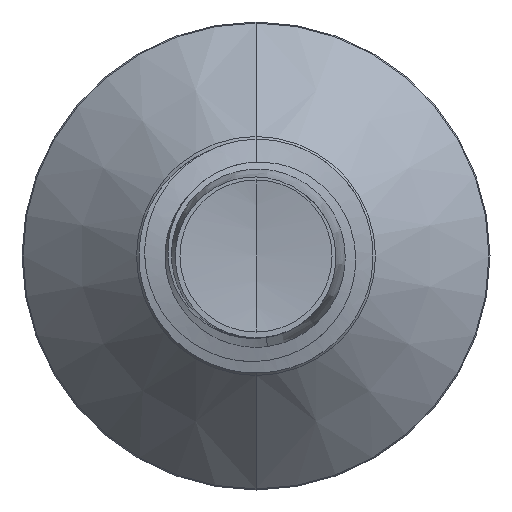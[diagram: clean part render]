
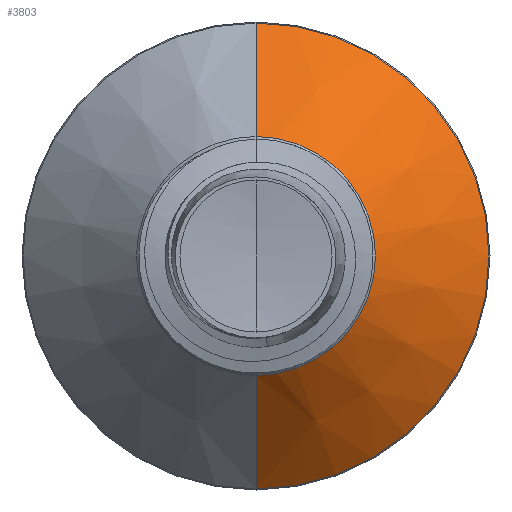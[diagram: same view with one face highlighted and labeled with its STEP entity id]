
A CAD part, front view. The second image highlights one B-rep face of the part: STEP entity #3803.
In plain terms, the highlighted conical face has half-angle 45 degrees and reference radius 2.042 mm.
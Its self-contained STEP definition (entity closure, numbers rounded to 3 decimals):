
#523 = CIRCLE ( 'NONE', #1615, 2.042 ) ;
#565 = CARTESIAN_POINT ( 'NONE',  ( 0., 3.782, 0. ) ) ;
#966 = DIRECTION ( 'NONE',  ( 0., 1., 0. ) ) ;
#977 = CARTESIAN_POINT ( 'NONE',  ( 0., 1.842, 0. ) ) ;
#1379 = DIRECTION ( 'NONE',  ( 0., 0., 1. ) ) ;
#1615 = AXIS2_PLACEMENT_3D ( 'NONE', #977, #6757, #1787 ) ;
#1787 = DIRECTION ( 'NONE',  ( 0., 0., 1. ) ) ;
#2270 = ORIENTED_EDGE ( 'NONE', *, *, #8801, .T. ) ;
#2310 = CARTESIAN_POINT ( 'NONE',  ( 0., 1.842, 2.042 ) ) ;
#2472 = DIRECTION ( 'NONE',  ( 0., 0.707, 0.707 ) ) ;
#2797 = CARTESIAN_POINT ( 'NONE',  ( 0., 3.782, -3.982 ) ) ;
#2871 = EDGE_CURVE ( 'NONE', #3819, #10219, #3967, .T. ) ;
#3803 = ADVANCED_FACE ( 'NONE', ( #8370 ), #3814, .T. ) ;
#3814 = CONICAL_SURFACE ( 'NONE', #4092, 2.042, 0.785 ) ;
#3819 = VERTEX_POINT ( 'NONE', #9817 ) ;
#3967 = LINE ( 'NONE', #2310, #5923 ) ;
#4092 = AXIS2_PLACEMENT_3D ( 'NONE', #7559, #966, #5956 ) ;
#4673 = ORIENTED_EDGE ( 'NONE', *, *, #10229, .T. ) ;
#4819 = VECTOR ( 'NONE', #8051, 1000. ) ;
#5923 = VECTOR ( 'NONE', #2472, 1000. ) ;
#5956 = DIRECTION ( 'NONE',  ( 0., 0., 1. ) ) ;
#6372 = DIRECTION ( 'NONE',  ( 0., 1., 0. ) ) ;
#6757 = DIRECTION ( 'NONE',  ( 0., 1., 0. ) ) ;
#6988 = LINE ( 'NONE', #10242, #4819 ) ;
#7294 = CARTESIAN_POINT ( 'NONE',  ( 0., 3.782, 3.982 ) ) ;
#7517 = CIRCLE ( 'NONE', #9189, 3.982 ) ;
#7559 = CARTESIAN_POINT ( 'NONE',  ( 0., 1.842, 0. ) ) ;
#7702 = VERTEX_POINT ( 'NONE', #2797 ) ;
#8051 = DIRECTION ( 'NONE',  ( 0., 0.707, -0.707 ) ) ;
#8370 = FACE_OUTER_BOUND ( 'NONE', #8942, .T. ) ;
#8722 = ORIENTED_EDGE ( 'NONE', *, *, #2871, .F. ) ;
#8801 = EDGE_CURVE ( 'NONE', #3819, #9565, #523, .T. ) ;
#8942 = EDGE_LOOP ( 'NONE', ( #2270, #4673, #9522, #8722 ) ) ;
#9189 = AXIS2_PLACEMENT_3D ( 'NONE', #565, #6372, #1379 ) ;
#9522 = ORIENTED_EDGE ( 'NONE', *, *, #9931, .F. ) ;
#9565 = VERTEX_POINT ( 'NONE', #10043 ) ;
#9817 = CARTESIAN_POINT ( 'NONE',  ( 0., 1.842, 2.042 ) ) ;
#9931 = EDGE_CURVE ( 'NONE', #10219, #7702, #7517, .T. ) ;
#10043 = CARTESIAN_POINT ( 'NONE',  ( 0., 1.842, -2.042 ) ) ;
#10219 = VERTEX_POINT ( 'NONE', #7294 ) ;
#10229 = EDGE_CURVE ( 'NONE', #9565, #7702, #6988, .T. ) ;
#10242 = CARTESIAN_POINT ( 'NONE',  ( 0., 1.842, -2.042 ) ) ;
